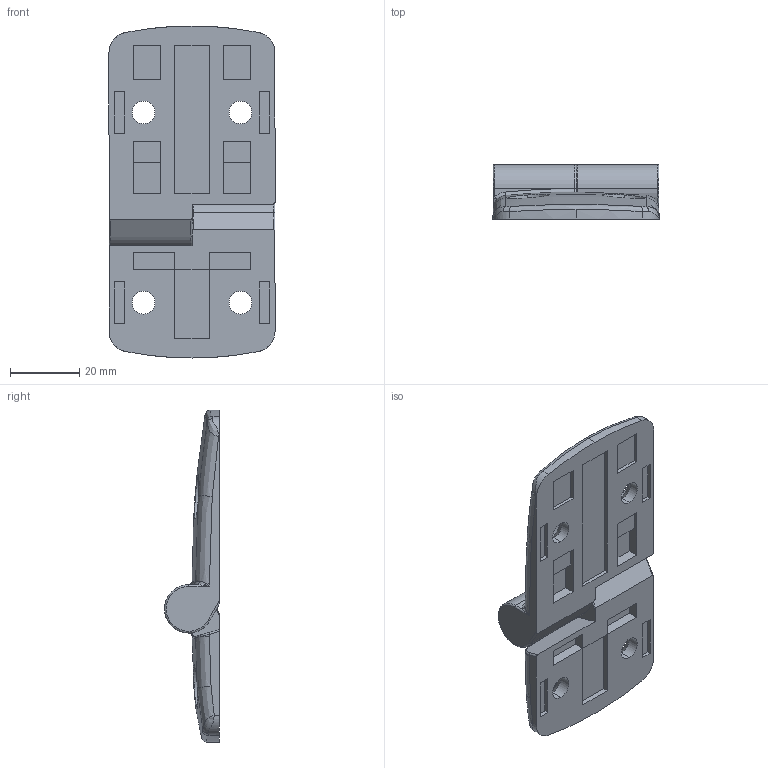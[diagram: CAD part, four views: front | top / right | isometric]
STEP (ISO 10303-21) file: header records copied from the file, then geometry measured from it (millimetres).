
FILE_DESCRIPTION (( 'STEP AP214' ), '1' );
FILE_NAME ('095k4060r00.STEP', '2014-08-13T12:02:42', ( '' ), ( '' ), 'SwSTEP 2.0', 'SolidWorks 2014', '' );
FILE_SCHEMA (( 'AUTOMOTIVE_DESIGN' ));
Length unit declared in the file: millimetre
Products named in the file (4): 095k-01_6-41; 095k60r00_095 k 60 r00; 095k40r00_095 k 40 r00; 095k4060r00
Assembly tree (3 placements, depth 2):
  095k4060r00
    095k40r00_095 k 40 r00
    095k60r00_095 k 60 r00
    095k-01_6-41
Bounding box: 48 x 15.9 x 96 mm (x, y, z)
Volume: 29255.4 mm3; surface area: 14420.1 mm2
Topology: 3 solids, 3 shells, 197 faces, 484 edges, 299 vertices
Faces by surface type: plane 86, cylinder 50, bspline 36, torus 13, cone 12
Entity records: 7891 total; most frequent: CARTESIAN_POINT 3407, ORIENTED_EDGE 956, DIRECTION 798, EDGE_CURVE 478, VERTEX_POINT 299, AXIS2_PLACEMENT_3D 277, LINE 244, VECTOR 244
